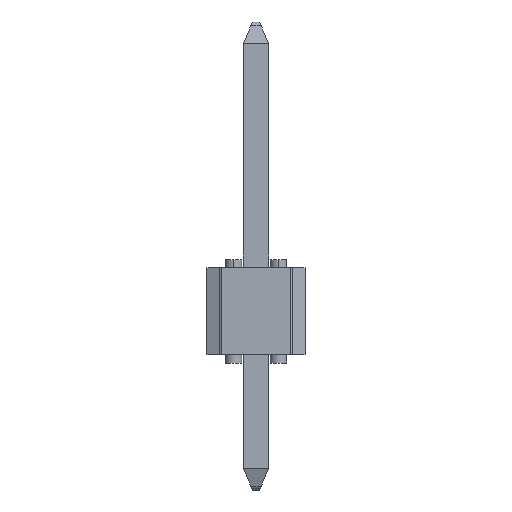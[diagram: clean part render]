
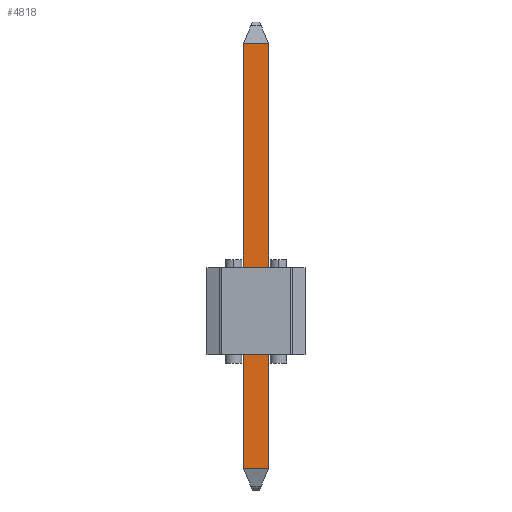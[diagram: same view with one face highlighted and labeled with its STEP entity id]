
A CAD part, left-side view. The second image highlights one B-rep face of the part: STEP entity #4818.
In plain terms, the highlighted face is planar.
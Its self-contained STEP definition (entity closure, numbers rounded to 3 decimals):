
#4601=DIRECTION('',(1.,0.,0.));
#4602=VECTOR('',#4601,0.617);
#4603=CARTESIAN_POINT('',(-0.309,5.895,0.617));
#4604=LINE('147',#4603,#4602);
#4605=DIRECTION('',(0.,1.,0.));
#4606=VECTOR('',#4605,10.44);
#4607=CARTESIAN_POINT('',(0.309,-4.545,0.617));
#4608=LINE('149',#4607,#4606);
#4609=DIRECTION('',(1.,0.,0.));
#4610=VECTOR('',#4609,0.617);
#4611=CARTESIAN_POINT('',(-0.309,-4.545,0.617));
#4612=LINE('692',#4611,#4610);
#4613=DIRECTION('',(0.,-1.,0.));
#4614=VECTOR('',#4613,10.44);
#4615=CARTESIAN_POINT('',(-0.309,5.895,0.617));
#4616=LINE('148',#4615,#4614);
#4691=CARTESIAN_POINT('',(-0.309,5.895,0.617));
#4693=VERTEX_POINT('',#4691);
#4697=CARTESIAN_POINT('',(0.309,5.895,0.617));
#4699=VERTEX_POINT('',#4697);
#4705=CARTESIAN_POINT('',(-0.309,-4.545,0.617));
#4706=VERTEX_POINT('',#4705);
#4707=CARTESIAN_POINT('',(0.309,-4.545,0.617));
#4708=VERTEX_POINT('',#4707);
#4805=CARTESIAN_POINT('',(0.,0.,0.617));
#4806=DIRECTION('',(0.,0.,1.));
#4807=DIRECTION('',(1.,0.,0.));
#4808=AXIS2_PLACEMENT_3D('',#4805,#4806,#4807);
#4809=PLANE('32',#4808);
#4811=ORIENTED_EDGE('147',*,*,#4810,.T.);
#4812=ORIENTED_EDGE('149',*,*,#4770,.F.);
#4813=ORIENTED_EDGE('692',*,*,#4795,.F.);
#4815=ORIENTED_EDGE('148',*,*,#4814,.F.);
#4816=EDGE_LOOP('32',(#4811,#4812,#4813,#4815));
#4817=FACE_OUTER_BOUND('32',#4816,.F.);
#4818=ADVANCED_FACE('32',(#4817),#4809,.T.);
#4770=EDGE_CURVE('149',#4708,#4699,#4608,.T.);
#4795=EDGE_CURVE('692',#4706,#4708,#4612,.T.);
#4810=EDGE_CURVE('147',#4693,#4699,#4604,.T.);
#4814=EDGE_CURVE('148',#4693,#4706,#4616,.T.);
